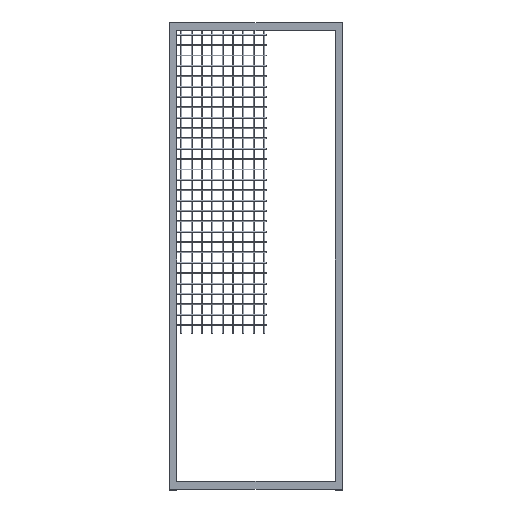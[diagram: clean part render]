
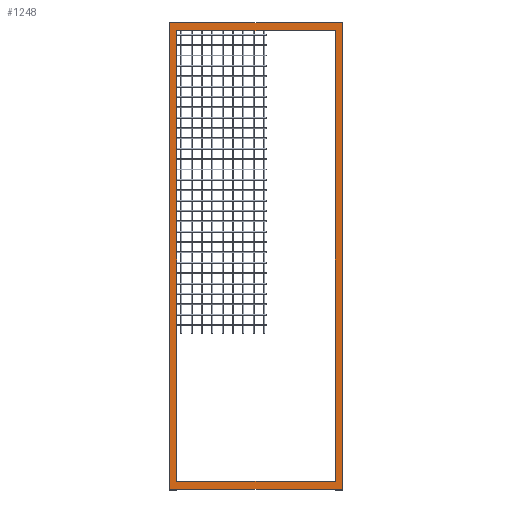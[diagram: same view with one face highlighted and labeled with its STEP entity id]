
A CAD part, top view. The second image highlights one B-rep face of the part: STEP entity #1248.
In plain terms, the highlighted planar face has unit normal (0, 0, 1).
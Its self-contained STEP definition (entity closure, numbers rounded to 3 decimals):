
#1248=ADVANCED_FACE('',(#2590,#2591),#2592,.F.);
#2590=FACE_BOUND('',#3986,.T.);
#2591=FACE_OUTER_BOUND('',#3987,.T.);
#2592=PLANE('',#3988);
#3986=EDGE_LOOP('',(#7577,#7578,#7579,#7580));
#3987=EDGE_LOOP('',(#7581,#7582,#7583,#7584,#7585,#7586,#7587,#7588,#7589,#7590,#7591,#7592));
#3988=AXIS2_PLACEMENT_3D('',#7593,#7594,#7595);
#7577=ORIENTED_EDGE('',*,*,#9363,.F.);
#7578=ORIENTED_EDGE('',*,*,#9360,.T.);
#7579=ORIENTED_EDGE('',*,*,#9358,.T.);
#7580=ORIENTED_EDGE('',*,*,#9355,.F.);
#7581=ORIENTED_EDGE('',*,*,#9377,.F.);
#7582=ORIENTED_EDGE('',*,*,#9351,.F.);
#7583=ORIENTED_EDGE('',*,*,#9384,.F.);
#7584=ORIENTED_EDGE('',*,*,#9387,.F.);
#7585=ORIENTED_EDGE('',*,*,#9451,.F.);
#7586=ORIENTED_EDGE('',*,*,#9455,.T.);
#7587=ORIENTED_EDGE('',*,*,#9456,.F.);
#7588=ORIENTED_EDGE('',*,*,#9366,.T.);
#7589=ORIENTED_EDGE('',*,*,#9400,.F.);
#7590=ORIENTED_EDGE('',*,*,#9404,.T.);
#7591=ORIENTED_EDGE('',*,*,#9408,.F.);
#7592=ORIENTED_EDGE('',*,*,#9410,.F.);
#7593=CARTESIAN_POINT('',(640.,1801.5,15.0));
#7594=DIRECTION('',(0.,0.,-1.0));
#7595=DIRECTION('',(1.0,0.,0.));
#9351=EDGE_CURVE('',#11466,#11464,#11468,.T.);
#9355=EDGE_CURVE('',#11472,#11470,#11474,.T.);
#9358=EDGE_CURVE('',#11476,#11470,#11478,.T.);
#9360=EDGE_CURVE('',#11480,#11476,#11481,.T.);
#9363=EDGE_CURVE('',#11480,#11472,#11484,.T.);
#9366=EDGE_CURVE('',#11488,#11486,#11489,.T.);
#9377=EDGE_CURVE('',#11464,#11496,#11503,.T.);
#9384=EDGE_CURVE('',#11511,#11466,#11513,.T.);
#9387=EDGE_CURVE('',#11516,#11511,#11517,.T.);
#9400=EDGE_CURVE('',#11533,#11486,#11535,.T.);
#9404=EDGE_CURVE('',#11533,#11539,#11541,.T.);
#9408=EDGE_CURVE('',#11545,#11539,#11547,.T.);
#9410=EDGE_CURVE('',#11496,#11545,#11549,.T.);
#9451=EDGE_CURVE('',#11603,#11516,#11604,.T.);
#9455=EDGE_CURVE('',#11603,#11609,#11610,.T.);
#9456=EDGE_CURVE('',#11488,#11609,#11611,.T.);
#11464=VERTEX_POINT('',#14245);
#11466=VERTEX_POINT('',#14248);
#11468=LINE('',#14251,#14252);
#11470=VERTEX_POINT('',#14254);
#11472=VERTEX_POINT('',#14257);
#11474=LINE('',#14260,#14261);
#11476=VERTEX_POINT('',#14263);
#11478=LINE('',#14266,#14267);
#11480=VERTEX_POINT('',#14269);
#11481=LINE('',#14270,#14271);
#11484=LINE('',#14275,#14276);
#11486=VERTEX_POINT('',#14278);
#11488=VERTEX_POINT('',#14281);
#11489=LINE('',#14282,#14283);
#11496=VERTEX_POINT('',#14293);
#11503=LINE('',#14304,#14305);
#11511=VERTEX_POINT('',#14316);
#11513=LINE('',#14319,#14320);
#11516=VERTEX_POINT('',#14324);
#11517=LINE('',#14325,#14326);
#11533=VERTEX_POINT('',#14350);
#11535=LINE('',#14353,#14354);
#11539=VERTEX_POINT('',#14359);
#11541=LINE('',#14362,#14363);
#11545=VERTEX_POINT('',#14368);
#11547=LINE('',#14371,#14372);
#11549=LINE('',#14374,#14375);
#11603=VERTEX_POINT('',#14448);
#11604=LINE('',#14449,#14450);
#11609=VERTEX_POINT('',#14457);
#11610=LINE('',#14458,#14459);
#11611=LINE('',#14460,#14461);
#14245=CARTESIAN_POINT('',(625.,1800.0,15.0));
#14248=CARTESIAN_POINT('',(15.,1800.0,15.0));
#14251=CARTESIAN_POINT('',(-15.0,1800.0,15.0));
#14252=VECTOR('',#16297,670.0);
#14254=CARTESIAN_POINT('',(625.0,30.,15.0));
#14257=CARTESIAN_POINT('',(15.,30.,15.0));
#14260=CARTESIAN_POINT('',(15.,30.,15.0));
#14261=VECTOR('',#16300,610.0);
#14263=CARTESIAN_POINT('',(625.0,1770.0,15.0));
#14266=CARTESIAN_POINT('',(625.0,1770.0,15.0));
#14267=VECTOR('',#16302,1740.0);
#14269=CARTESIAN_POINT('',(15.,1770.0,15.0));
#14270=CARTESIAN_POINT('',(15.,1770.0,15.0));
#14271=VECTOR('',#16303,610.0);
#14275=CARTESIAN_POINT('',(15.,1770.0,15.0));
#14276=VECTOR('',#16305,1740.0);
#14278=CARTESIAN_POINT('',(625.,0.,15.0));
#14281=CARTESIAN_POINT('',(15.,0.,15.0));
#14282=CARTESIAN_POINT('',(-15.0,0.0,15.0));
#14283=VECTOR('',#16307,670.0);
#14293=CARTESIAN_POINT('',(625.,1803.0,15.0));
#14304=CARTESIAN_POINT('',(625.,1801.5,15.0));
#14305=VECTOR('',#16315,3.0);
#14316=CARTESIAN_POINT('',(15.,1803.0,15.0));
#14319=CARTESIAN_POINT('',(15.,1801.5,15.0));
#14320=VECTOR('',#16320,3.0);
#14324=CARTESIAN_POINT('',(-15.,1803.0,15.0));
#14325=CARTESIAN_POINT('',(0.,1803.0,15.0));
#14326=VECTOR('',#16322,30.0);
#14350=CARTESIAN_POINT('',(625.,-3.,15.0));
#14353=CARTESIAN_POINT('',(625.,-1.5,15.0));
#14354=VECTOR('',#16335,3.0);
#14359=CARTESIAN_POINT('',(655.,-3.,15.0));
#14362=CARTESIAN_POINT('',(640.,-3.,15.0));
#14363=VECTOR('',#16338,30.0);
#14368=CARTESIAN_POINT('',(655.,1803.0,15.0));
#14371=CARTESIAN_POINT('',(655.,1801.5,15.0));
#14372=VECTOR('',#16341,3.0);
#14374=CARTESIAN_POINT('',(640.,1803.0,15.0));
#14375=VECTOR('',#16342,30.0);
#14448=CARTESIAN_POINT('',(-15.,-3.,15.0));
#14449=CARTESIAN_POINT('',(-15.,-1.5,15.0));
#14450=VECTOR('',#16392,3.0);
#14457=CARTESIAN_POINT('',(15.,-3.,15.0));
#14458=CARTESIAN_POINT('',(0.,-3.,15.0));
#14459=VECTOR('',#16395,30.0);
#14460=CARTESIAN_POINT('',(15.,-1.5,15.0));
#14461=VECTOR('',#16396,3.0);
#16297=DIRECTION('',(1.0,0.0,0.0));
#16300=DIRECTION('',(1.0,0.0,0.0));
#16302=DIRECTION('',(0.0,-1.0,0.0));
#16303=DIRECTION('',(1.0,0.0,0.0));
#16305=DIRECTION('',(0.0,-1.0,0.0));
#16307=DIRECTION('',(1.0,0.0,0.0));
#16315=DIRECTION('',(0.0,1.0,0.));
#16320=DIRECTION('',(0.0,-1.0,0.));
#16322=DIRECTION('',(1.0,0.0,0.));
#16335=DIRECTION('',(0.0,1.0,0.));
#16338=DIRECTION('',(1.0,0.0,0.));
#16341=DIRECTION('',(0.0,-1.0,0.));
#16342=DIRECTION('',(1.0,0.0,0.));
#16392=DIRECTION('',(0.0,1.0,0.));
#16395=DIRECTION('',(1.0,0.0,0.));
#16396=DIRECTION('',(0.0,-1.0,0.));
